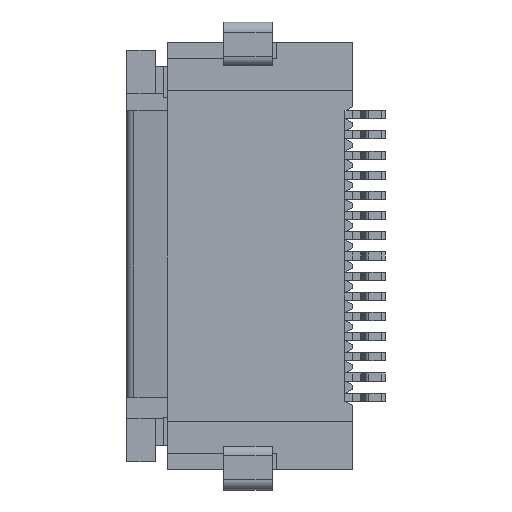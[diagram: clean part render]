
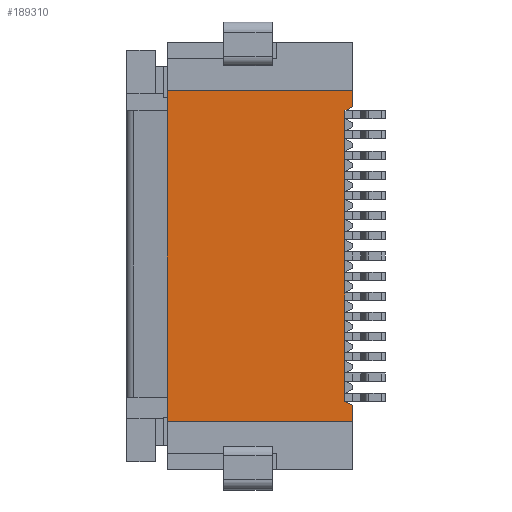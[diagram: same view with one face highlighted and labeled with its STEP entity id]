
A CAD part, left-side view. The second image highlights one B-rep face of the part: STEP entity #189310.
In plain terms, the highlighted planar face has unit normal (-1, 0, 0).
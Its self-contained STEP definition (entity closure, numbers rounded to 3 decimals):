
#9660=CARTESIAN_POINT('',(-2.015,-3.591,13.658));
#9670=VERTEX_POINT('',#9660);
#9700=CARTESIAN_POINT('',(-2.015,-3.591,15.105));
#9710=DIRECTION('',(0.,0.,-1.));
#9720=VECTOR('',#9710,1.);
#9730=LINE('',#9700,#9720);
#9740=CARTESIAN_POINT('',(-2.015,-3.591,14.058));
#9750=VERTEX_POINT('',#9740);
#9760=EDGE_CURVE('',#9750,#9670,#9730,.T.);
#19030=CARTESIAN_POINT('',(-2.015,1.009,14.058));
#19040=DIRECTION('',(0.,-1.,0.));
#19050=VECTOR('',#19040,1.);
#19060=LINE('',#19030,#19050);
#19070=CARTESIAN_POINT('',(-2.015,1.009,14.058));
#19080=VERTEX_POINT('',#19070);
#19090=EDGE_CURVE('',#19080,#9750,#19060,.T.);
#19730=CARTESIAN_POINT('',(-2.015,-3.396,13.558))
;
#19740=VERTEX_POINT('',#19730);
#19770=CARTESIAN_POINT('',(-2.015,0.,11.817));
#19780=DIRECTION('',(0.,0.89,-0.456));
#19790=VECTOR('',#19780,1.);
#19800=LINE('',#19770,#19790);
#19810=EDGE_CURVE('',#9670,#19740,#19800,.T.);
#28510=CARTESIAN_POINT('',(-2.015,-3.391,13.558))
;
#28520=VERTEX_POINT('',#28510);
#28550=CARTESIAN_POINT('',(-2.015,1.009,13.558));
#28560=DIRECTION('',(0.,-1.,0.));
#28570=VECTOR('',#28560,1.);
#28580=LINE('',#28550,#28570);
#28590=EDGE_CURVE('',#28520,#19740,#28580,.T.);
#47270=CARTESIAN_POINT('',(-2.015,1.009,20.325));
#47280=DIRECTION('',(0.,0.,1.));
#47290=VECTOR('',#47280,1.);
#47300=LINE('',#47270,#47290);
#47310=CARTESIAN_POINT('',(-2.015,1.009,5.858));
#47320=VERTEX_POINT('',#47310);
#47330=EDGE_CURVE('',#47320,#19080,#47300,.T.);
#48060=CARTESIAN_POINT('',(-2.015,1.009,5.858));
#48070=DIRECTION('',(0.,-1.,0.));
#48080=VECTOR('',#48070,1.);
#48090=LINE('',#48060,#48080);
#48100=CARTESIAN_POINT('',(-2.015,-3.591,5.858));
#48110=VERTEX_POINT('',#48100);
#48120=EDGE_CURVE('',#47320,#48110,#48090,.T.);
#56460=CARTESIAN_POINT('',(-2.015,-3.391,6.36));
#56470=VERTEX_POINT('',#56460);
#56500=CARTESIAN_POINT('',(-2.015,-3.391,26.555));
#56510=DIRECTION('',(0.,0.,-1.));
#56520=VECTOR('',#56510,1.);
#56530=LINE('',#56500,#56520);
#56540=EDGE_CURVE('',#28520,#56470,#56530,.T.);
#109420=CARTESIAN_POINT('',(-2.015,-3.591,6.258))
;
#109430=VERTEX_POINT('',#109420);
#109460=CARTESIAN_POINT('',(-2.015,0.,8.098));
#109470=DIRECTION('',(0.,-0.89,-0.456));
#109480=VECTOR('',#109470,1.);
#109490=LINE('',#109460,#109480);
#109500=EDGE_CURVE('',#56470,#109430,#109490,.T.);
#131150=CARTESIAN_POINT('',(-2.015,-3.591,4.81));
#131160=DIRECTION('',(0.,0.,1.));
#131170=VECTOR('',#131160,1.);
#131180=LINE('',#131150,#131170);
#131190=EDGE_CURVE('',#48110,#109430,#131180,.T.);
#189150=CARTESIAN_POINT('',(-2.015,-3.341,32.555))
;
#189160=DIRECTION('',(-1.,0.,0.));
#189170=DIRECTION('',(0.,-1.,0.));
#189180=AXIS2_PLACEMENT_3D('',#189150,#189160,#189170);
#189190=PLANE('',#189180);
#189200=ORIENTED_EDGE('',*,*,#56540,.F.);
#189210=ORIENTED_EDGE('',*,*,#109500,.F.);
#189220=ORIENTED_EDGE('',*,*,#131190,.T.);
#189230=ORIENTED_EDGE('',*,*,#48120,.T.);
#189240=ORIENTED_EDGE('',*,*,#47330,.F.);
#189250=ORIENTED_EDGE('',*,*,#19090,.F.);
#189260=ORIENTED_EDGE('',*,*,#9760,.F.);
#189270=ORIENTED_EDGE('',*,*,#19810,.F.);
#189280=ORIENTED_EDGE('',*,*,#28590,.T.);
#189290=EDGE_LOOP('',(#189280,#189270,#189260,#189250,#189240,#189230,
#189220,#189210,#189200));
#189300=FACE_OUTER_BOUND('',#189290,.T.);
#189310=ADVANCED_FACE('',(#189300),#189190,.T.);
